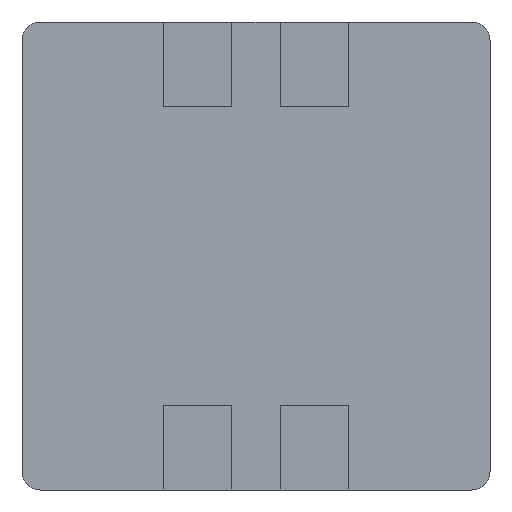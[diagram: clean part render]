
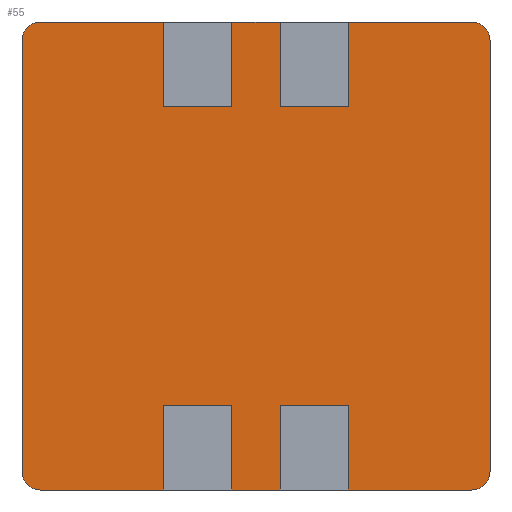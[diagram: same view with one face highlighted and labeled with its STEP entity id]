
A CAD part, front view. The second image highlights one B-rep face of the part: STEP entity #55.
In plain terms, the highlighted planar face has unit normal (0, -1, 0).
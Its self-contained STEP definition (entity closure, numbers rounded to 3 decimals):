
#55=ADVANCED_FACE('',(#137),#138,.F.);
#137=FACE_OUTER_BOUND('',#299,.T.);
#138=PLANE('',#300);
#299=EDGE_LOOP('',(#466,#467,#468,#469,#470,#471,#472,#473,#474,#475,#476,#477,#478,#479,#480,#481,#482,#483,#484,#485,#486,#487,#488,#489));
#300=AXIS2_PLACEMENT_3D('',#490,#491,#492);
#466=ORIENTED_EDGE('',*,*,#1143,.F.);
#467=ORIENTED_EDGE('',*,*,#1144,.T.);
#468=ORIENTED_EDGE('',*,*,#1145,.T.);
#469=ORIENTED_EDGE('',*,*,#1146,.F.);
#470=ORIENTED_EDGE('',*,*,#1147,.F.);
#471=ORIENTED_EDGE('',*,*,#1148,.T.);
#472=ORIENTED_EDGE('',*,*,#1149,.T.);
#473=ORIENTED_EDGE('',*,*,#1150,.F.);
#474=ORIENTED_EDGE('',*,*,#1151,.F.);
#475=ORIENTED_EDGE('',*,*,#1152,.T.);
#476=ORIENTED_EDGE('',*,*,#1153,.F.);
#477=ORIENTED_EDGE('',*,*,#1154,.T.);
#478=ORIENTED_EDGE('',*,*,#1155,.F.);
#479=ORIENTED_EDGE('',*,*,#1156,.T.);
#480=ORIENTED_EDGE('',*,*,#1157,.T.);
#481=ORIENTED_EDGE('',*,*,#1142,.F.);
#482=ORIENTED_EDGE('',*,*,#1158,.F.);
#483=ORIENTED_EDGE('',*,*,#1159,.T.);
#484=ORIENTED_EDGE('',*,*,#1160,.T.);
#485=ORIENTED_EDGE('',*,*,#1161,.F.);
#486=ORIENTED_EDGE('',*,*,#1162,.F.);
#487=ORIENTED_EDGE('',*,*,#1163,.T.);
#488=ORIENTED_EDGE('',*,*,#1164,.F.);
#489=ORIENTED_EDGE('',*,*,#1165,.T.);
#490=CARTESIAN_POINT('',(0.0,0.0,0.0));
#491=DIRECTION('',(-0.0,1.0,0.0));
#492=DIRECTION('',(1.0,0.0,0.0));
#1142=EDGE_CURVE('',#1364,#1359,#1366,.T.);
#1143=EDGE_CURVE('',#1367,#1368,#1369,.T.);
#1144=EDGE_CURVE('',#1367,#1370,#1371,.T.);
#1145=EDGE_CURVE('',#1370,#1372,#1373,.T.);
#1146=EDGE_CURVE('',#1374,#1372,#1375,.T.);
#1147=EDGE_CURVE('',#1376,#1374,#1377,.T.);
#1148=EDGE_CURVE('',#1376,#1378,#1379,.T.);
#1149=EDGE_CURVE('',#1378,#1380,#1381,.T.);
#1150=EDGE_CURVE('',#1382,#1380,#1383,.T.);
#1151=EDGE_CURVE('',#1384,#1382,#1385,.T.);
#1152=EDGE_CURVE('',#1384,#1386,#1387,.T.);
#1153=EDGE_CURVE('',#1388,#1386,#1389,.T.);
#1154=EDGE_CURVE('',#1388,#1390,#1391,.T.);
#1155=EDGE_CURVE('',#1392,#1390,#1393,.T.);
#1156=EDGE_CURVE('',#1392,#1394,#1395,.T.);
#1157=EDGE_CURVE('',#1394,#1359,#1396,.T.);
#1158=EDGE_CURVE('',#1397,#1364,#1398,.T.);
#1159=EDGE_CURVE('',#1397,#1399,#1400,.T.);
#1160=EDGE_CURVE('',#1399,#1401,#1402,.T.);
#1161=EDGE_CURVE('',#1403,#1401,#1404,.T.);
#1162=EDGE_CURVE('',#1405,#1403,#1406,.T.);
#1163=EDGE_CURVE('',#1405,#1407,#1408,.T.);
#1164=EDGE_CURVE('',#1409,#1407,#1410,.T.);
#1165=EDGE_CURVE('',#1409,#1368,#1411,.T.);
#1359=VERTEX_POINT('',#1725);
#1364=VERTEX_POINT('',#1732);
#1366=LINE('',#1735,#1736);
#1367=VERTEX_POINT('',#1737);
#1368=VERTEX_POINT('',#1738);
#1369=LINE('',#1739,#1740);
#1370=VERTEX_POINT('',#1741);
#1371=LINE('',#1742,#1743);
#1372=VERTEX_POINT('',#1744);
#1373=LINE('',#1745,#1746);
#1374=VERTEX_POINT('',#1747);
#1375=LINE('',#1748,#1749);
#1376=VERTEX_POINT('',#1750);
#1377=LINE('',#1751,#1752);
#1378=VERTEX_POINT('',#1753);
#1379=LINE('',#1754,#1755);
#1380=VERTEX_POINT('',#1756);
#1381=LINE('',#1757,#1758);
#1382=VERTEX_POINT('',#1759);
#1383=LINE('',#1760,#1761);
#1384=VERTEX_POINT('',#1762);
#1385=LINE('',#1763,#1764);
#1386=VERTEX_POINT('',#1765);
#1387=CIRCLE('',#1766,0.5);
#1388=VERTEX_POINT('',#1767);
#1389=LINE('',#1768,#1769);
#1390=VERTEX_POINT('',#1770);
#1391=CIRCLE('',#1771,0.5);
#1392=VERTEX_POINT('',#1772);
#1393=LINE('',#1773,#1774);
#1394=VERTEX_POINT('',#1775);
#1395=LINE('',#1776,#1777);
#1396=LINE('',#1778,#1779);
#1397=VERTEX_POINT('',#1780);
#1398=LINE('',#1781,#1782);
#1399=VERTEX_POINT('',#1783);
#1400=LINE('',#1784,#1785);
#1401=VERTEX_POINT('',#1786);
#1402=LINE('',#1787,#1788);
#1403=VERTEX_POINT('',#1789);
#1404=LINE('',#1790,#1791);
#1405=VERTEX_POINT('',#1792);
#1406=LINE('',#1793,#1794);
#1407=VERTEX_POINT('',#1795);
#1408=CIRCLE('',#1796,0.5);
#1409=VERTEX_POINT('',#1797);
#1410=LINE('',#1798,#1799);
#1411=CIRCLE('',#1800,0.5);
#1725=CARTESIAN_POINT('',(-0.654,0.0,-4.05));
#1732=CARTESIAN_POINT('',(-0.654,0.0,-6.35));
#1735=CARTESIAN_POINT('',(-0.654,0.0,-6.35));
#1736=VECTOR('',#2320,2.3);
#1737=CARTESIAN_POINT('',(2.5,0.0,6.35));
#1738=CARTESIAN_POINT('',(5.85,0.0,6.35));
#1739=CARTESIAN_POINT('',(2.5,0.0,6.35));
#1740=VECTOR('',#2321,3.35);
#1741=CARTESIAN_POINT('',(2.5,0.0,4.05));
#1742=CARTESIAN_POINT('',(2.5,0.0,6.35));
#1743=VECTOR('',#2322,2.3);
#1744=CARTESIAN_POINT('',(0.654,0.0,4.05));
#1745=CARTESIAN_POINT('',(2.5,0.0,4.05));
#1746=VECTOR('',#2323,1.846);
#1747=CARTESIAN_POINT('',(0.654,0.0,6.35));
#1748=CARTESIAN_POINT('',(0.654,0.0,6.35));
#1749=VECTOR('',#2324,2.3);
#1750=CARTESIAN_POINT('',(-0.654,0.0,6.35));
#1751=CARTESIAN_POINT('',(-0.654,0.0,6.35));
#1752=VECTOR('',#2325,1.308);
#1753=CARTESIAN_POINT('',(-0.654,0.0,4.05));
#1754=CARTESIAN_POINT('',(-0.654,0.0,6.35));
#1755=VECTOR('',#2326,2.3);
#1756=CARTESIAN_POINT('',(-2.5,0.0,4.05));
#1757=CARTESIAN_POINT('',(-0.654,0.0,4.05));
#1758=VECTOR('',#2327,1.846);
#1759=CARTESIAN_POINT('',(-2.5,0.0,6.35));
#1760=CARTESIAN_POINT('',(-2.5,0.0,6.35));
#1761=VECTOR('',#2328,2.3);
#1762=CARTESIAN_POINT('',(-5.85,0.0,6.35));
#1763=CARTESIAN_POINT('',(-5.85,0.0,6.35));
#1764=VECTOR('',#2329,3.35);
#1765=CARTESIAN_POINT('',(-6.35,0.0,5.85));
#1766=AXIS2_PLACEMENT_3D('',#2330,#2331,#2332);
#1767=CARTESIAN_POINT('',(-6.35,0.0,-5.85));
#1768=CARTESIAN_POINT('',(-6.35,0.0,-5.85));
#1769=VECTOR('',#2333,11.7);
#1770=CARTESIAN_POINT('',(-5.85,0.0,-6.35));
#1771=AXIS2_PLACEMENT_3D('',#2334,#2335,#2336);
#1772=CARTESIAN_POINT('',(-2.5,0.0,-6.35));
#1773=CARTESIAN_POINT('',(-2.5,0.0,-6.35));
#1774=VECTOR('',#2337,3.35);
#1775=CARTESIAN_POINT('',(-2.5,0.0,-4.05));
#1776=CARTESIAN_POINT('',(-2.5,0.0,-6.35));
#1777=VECTOR('',#2338,2.3);
#1778=CARTESIAN_POINT('',(-2.5,0.0,-4.05));
#1779=VECTOR('',#2339,1.846);
#1780=CARTESIAN_POINT('',(0.654,0.0,-6.35));
#1781=CARTESIAN_POINT('',(0.654,0.0,-6.35));
#1782=VECTOR('',#2340,1.308);
#1783=CARTESIAN_POINT('',(0.654,0.0,-4.05));
#1784=CARTESIAN_POINT('',(0.654,0.0,-6.35));
#1785=VECTOR('',#2341,2.3);
#1786=CARTESIAN_POINT('',(2.5,0.0,-4.05));
#1787=CARTESIAN_POINT('',(0.654,0.0,-4.05));
#1788=VECTOR('',#2342,1.846);
#1789=CARTESIAN_POINT('',(2.5,0.0,-6.35));
#1790=CARTESIAN_POINT('',(2.5,0.0,-6.35));
#1791=VECTOR('',#2343,2.3);
#1792=CARTESIAN_POINT('',(5.85,0.0,-6.35));
#1793=CARTESIAN_POINT('',(5.85,0.0,-6.35));
#1794=VECTOR('',#2344,3.35);
#1795=CARTESIAN_POINT('',(6.35,0.0,-5.85));
#1796=AXIS2_PLACEMENT_3D('',#2345,#2346,#2347);
#1797=CARTESIAN_POINT('',(6.35,0.0,5.85));
#1798=CARTESIAN_POINT('',(6.35,0.0,5.85));
#1799=VECTOR('',#2348,11.7);
#1800=AXIS2_PLACEMENT_3D('',#2349,#2350,#2351);
#2320=DIRECTION('',(0.0,0.0,1.0));
#2321=DIRECTION('',(1.0,0.0,0.0));
#2322=DIRECTION('',(0.0,0.0,-1.0));
#2323=DIRECTION('',(-1.0,0.0,0.0));
#2324=DIRECTION('',(0.0,0.0,-1.0));
#2325=DIRECTION('',(1.0,0.0,0.0));
#2326=DIRECTION('',(0.0,0.0,-1.0));
#2327=DIRECTION('',(-1.0,0.0,0.0));
#2328=DIRECTION('',(0.0,0.0,-1.0));
#2329=DIRECTION('',(1.0,0.0,0.0));
#2330=CARTESIAN_POINT('',(-5.85,0.0,5.85));
#2331=DIRECTION('',(0.0,-1.0,0.0));
#2332=DIRECTION('',(0.0,0.0,1.0));
#2333=DIRECTION('',(0.0,0.0,1.0));
#2334=CARTESIAN_POINT('',(-5.85,0.0,-5.85));
#2335=DIRECTION('',(0.0,-1.0,0.0));
#2336=DIRECTION('',(-1.0,0.0,0.0));
#2337=DIRECTION('',(-1.0,0.0,0.0));
#2338=DIRECTION('',(0.0,0.0,1.0));
#2339=DIRECTION('',(1.0,0.0,0.0));
#2340=DIRECTION('',(-1.0,0.0,0.0));
#2341=DIRECTION('',(0.0,0.0,1.0));
#2342=DIRECTION('',(1.0,0.0,0.0));
#2343=DIRECTION('',(0.0,0.0,1.0));
#2344=DIRECTION('',(-1.0,0.0,0.0));
#2345=CARTESIAN_POINT('',(5.85,0.0,-5.85));
#2346=DIRECTION('',(0.0,-1.0,0.0));
#2347=DIRECTION('',(0.0,0.0,-1.0));
#2348=DIRECTION('',(0.0,0.0,-1.0));
#2349=CARTESIAN_POINT('',(5.85,0.0,5.85));
#2350=DIRECTION('',(0.0,-1.0,0.0));
#2351=DIRECTION('',(1.0,0.0,0.0));
